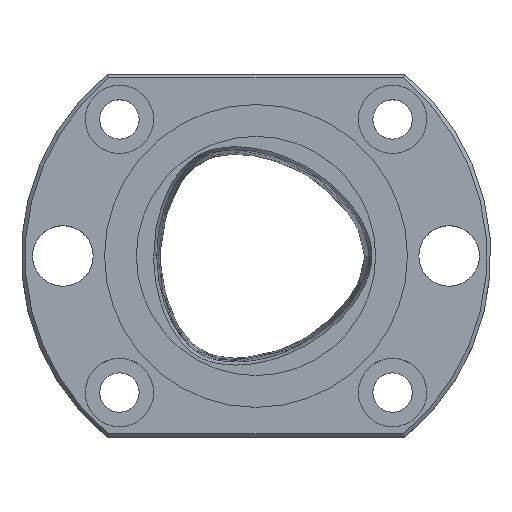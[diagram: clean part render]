
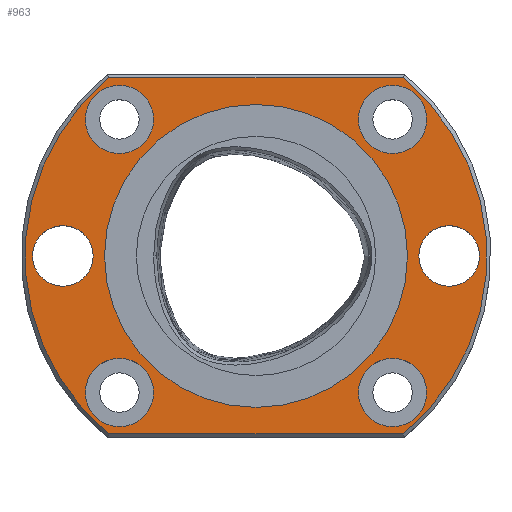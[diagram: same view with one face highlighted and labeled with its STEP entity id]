
A CAD part, top view. The second image highlights one B-rep face of the part: STEP entity #963.
In plain terms, the highlighted planar face has unit normal (0, 0, 1).
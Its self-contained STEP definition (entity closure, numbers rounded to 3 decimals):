
#66=FACE_BOUND($,#246,.T.);
#67=FACE_BOUND($,#247,.T.);
#68=FACE_BOUND($,#248,.T.);
#69=FACE_BOUND($,#249,.T.);
#70=FACE_BOUND($,#250,.T.);
#71=FACE_BOUND($,#251,.T.);
#72=FACE_BOUND($,#252,.T.);
#182=FACE_OUTER_BOUND($,#245,.T.);
#245=EDGE_LOOP($,(#713,#714,#715,#716));
#246=EDGE_LOOP($,(#717));
#247=EDGE_LOOP($,(#718));
#248=EDGE_LOOP($,(#719));
#249=EDGE_LOOP($,(#720));
#250=EDGE_LOOP($,(#721));
#251=EDGE_LOOP($,(#722));
#252=EDGE_LOOP($,(#723));
#351=CIRCLE($,#1030,30.5);
#353=CIRCLE($,#1033,30.5);
#356=CIRCLE($,#1039,4.);
#357=CIRCLE($,#1040,4.);
#358=CIRCLE($,#1041,4.5);
#359=CIRCLE($,#1042,4.5);
#360=CIRCLE($,#1043,4.5);
#361=CIRCLE($,#1044,4.5);
#362=CIRCLE($,#1045,20.);
#403=LINE($,#1392,#436);
#406=LINE($,#1405,#439);
#436=VECTOR($,#1137,38.884);
#439=VECTOR($,#1148,38.884);
#469=VERTEX_POINT($,#1390);
#470=VERTEX_POINT($,#1391);
#475=VERTEX_POINT($,#1402);
#476=VERTEX_POINT($,#1404);
#480=VERTEX_POINT($,#1424);
#481=VERTEX_POINT($,#1426);
#482=VERTEX_POINT($,#1428);
#483=VERTEX_POINT($,#1430);
#484=VERTEX_POINT($,#1432);
#485=VERTEX_POINT($,#1434);
#486=VERTEX_POINT($,#1436);
#563=EDGE_CURVE($,#469,#470,#403,.T.);
#569=EDGE_CURVE($,#475,#476,#406,.T.);
#571=EDGE_CURVE($,#470,#475,#351,.T.);
#573=EDGE_CURVE($,#476,#469,#353,.T.);
#580=EDGE_CURVE($,#480,#480,#356,.T.);
#581=EDGE_CURVE($,#481,#481,#357,.T.);
#582=EDGE_CURVE($,#482,#482,#358,.T.);
#583=EDGE_CURVE($,#483,#483,#359,.T.);
#584=EDGE_CURVE($,#484,#484,#360,.T.);
#585=EDGE_CURVE($,#485,#485,#361,.T.);
#586=EDGE_CURVE($,#486,#486,#362,.T.);
#713=ORIENTED_EDGE($,*,*,#569,.F.);
#714=ORIENTED_EDGE($,*,*,#571,.F.);
#715=ORIENTED_EDGE($,*,*,#563,.F.);
#716=ORIENTED_EDGE($,*,*,#573,.F.);
#717=ORIENTED_EDGE($,*,*,#580,.F.);
#718=ORIENTED_EDGE($,*,*,#581,.F.);
#719=ORIENTED_EDGE($,*,*,#582,.F.);
#720=ORIENTED_EDGE($,*,*,#583,.F.);
#721=ORIENTED_EDGE($,*,*,#584,.F.);
#722=ORIENTED_EDGE($,*,*,#585,.F.);
#723=ORIENTED_EDGE($,*,*,#586,.F.);
#944=PLANE($,#1038);
#963=ADVANCED_FACE($,(#182,#66,#67,#68,#69,#70,#71,#72),#944,.F.);
#1030=AXIS2_PLACEMENT_3D($,#1408,#1153,#1154);
#1033=AXIS2_PLACEMENT_3D($,#1411,#1159,#1160);
#1038=AXIS2_PLACEMENT_3D($,#1423,#1173,#1174);
#1039=AXIS2_PLACEMENT_3D($,#1425,#1175,#1176);
#1040=AXIS2_PLACEMENT_3D($,#1427,#1177,#1178);
#1041=AXIS2_PLACEMENT_3D($,#1429,#1179,#1180);
#1042=AXIS2_PLACEMENT_3D($,#1431,#1181,#1182);
#1043=AXIS2_PLACEMENT_3D($,#1433,#1183,#1184);
#1044=AXIS2_PLACEMENT_3D($,#1435,#1185,#1186);
#1045=AXIS2_PLACEMENT_3D($,#1437,#1187,#1188);
#1137=DIRECTION($,(1.,0.,0.));
#1148=DIRECTION($,(-1.,0.,0.));
#1153=DIRECTION('center_axis',(0.,0.,
-1.));
#1154=DIRECTION('ref_axis',(0.,-1.,0.));
#1159=DIRECTION('center_axis',(0.,0.,
-1.));
#1160=DIRECTION('ref_axis',(0.,-1.,0.));
#1173=DIRECTION('center_axis',(0.,0.,
-1.));
#1174=DIRECTION('ref_axis',(0.,1.,0.));
#1175=DIRECTION('center_axis',(0.,0.,1.));
#1176=DIRECTION('ref_axis',(1.,0.,0.));
#1177=DIRECTION('center_axis',(0.,0.,1.));
#1178=DIRECTION('ref_axis',(1.,0.,0.));
#1179=DIRECTION('center_axis',(0.,0.,1.));
#1180=DIRECTION('ref_axis',(1.,0.,0.));
#1181=DIRECTION('center_axis',(0.,0.,1.));
#1182=DIRECTION('ref_axis',(1.,0.,0.));
#1183=DIRECTION('center_axis',(0.,0.,1.));
#1184=DIRECTION('ref_axis',(1.,0.,0.));
#1185=DIRECTION('center_axis',(0.,0.,1.));
#1186=DIRECTION('ref_axis',(1.,0.,0.));
#1187=DIRECTION('center_axis',(0.,0.,
1.));
#1188=DIRECTION('ref_axis',(0.,-1.,0.));
#1390=CARTESIAN_POINT('',(-19.442,23.5,-0.3));
#1391=CARTESIAN_POINT('',(19.442,23.5,-0.3));
#1392=CARTESIAN_POINT($,(0.,23.5,-0.3));
#1402=CARTESIAN_POINT('',(19.442,-23.5,-0.3));
#1404=CARTESIAN_POINT('',(-19.442,-23.5,-0.3));
#1405=CARTESIAN_POINT($,(0.,-23.5,-0.3));
#1408=CARTESIAN_POINT('Origin',(0.,0.,
-0.3));
#1411=CARTESIAN_POINT('Origin',(0.,0.,
-0.3));
#1423=CARTESIAN_POINT('Origin',(0.,20.,-0.3));
#1424=CARTESIAN_POINT('',(-21.5,0.,-0.3));
#1425=CARTESIAN_POINT('Origin',(-25.5,0.,-0.3));
#1426=CARTESIAN_POINT('',(29.5,0.,-0.3));
#1427=CARTESIAN_POINT('Origin',(25.5,0.,-0.3));
#1428=CARTESIAN_POINT('',(-13.531,18.031,-0.3));
#1429=CARTESIAN_POINT('Origin',(-18.031,18.031,-0.3));
#1430=CARTESIAN_POINT('',(22.531,18.031,-0.3));
#1431=CARTESIAN_POINT('Origin',(18.031,18.031,-0.3));
#1432=CARTESIAN_POINT('',(22.531,-18.031,-0.3));
#1433=CARTESIAN_POINT('Origin',(18.031,-18.031,-0.3));
#1434=CARTESIAN_POINT('',(-13.531,-18.031,-0.3));
#1435=CARTESIAN_POINT('Origin',(-18.031,-18.031,-0.3));
#1436=CARTESIAN_POINT('',(0.,-20.,-0.3));
#1437=CARTESIAN_POINT('Origin',(0.,0.,-0.3));
